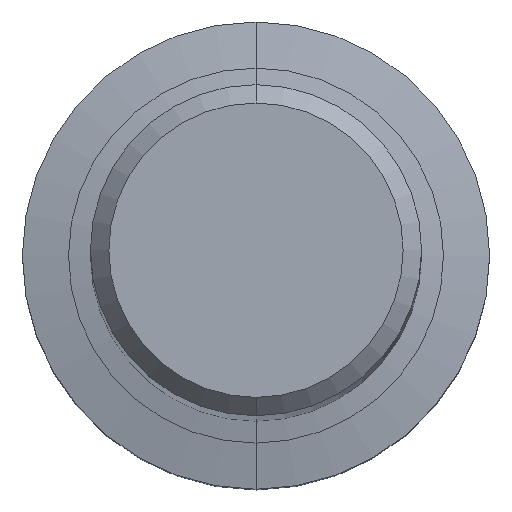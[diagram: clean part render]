
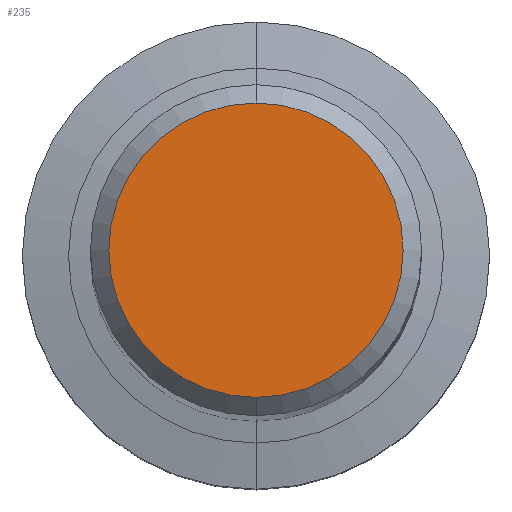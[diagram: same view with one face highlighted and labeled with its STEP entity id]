
A CAD part, top view. The second image highlights one B-rep face of the part: STEP entity #235.
In plain terms, the highlighted planar face has unit normal (0, 0, 1).
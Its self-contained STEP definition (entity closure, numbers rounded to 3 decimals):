
#235=ADVANCED_FACE('',(#596),#597,.T.);
#325=EDGE_CURVE('',#353,#419,#694,.T.);
#353=VERTEX_POINT('',#724);
#393=EDGE_CURVE('',#419,#353,#767,.T.);
#419=VERTEX_POINT('',#797);
#596=FACE_OUTER_BOUND('',#1004,.T.);
#597=PLANE('',#1005);
#694=CIRCLE('',#1164,4.0);
#724=CARTESIAN_POINT('',(0.0,4.0,0.0));
#767=CIRCLE('',#1316,4.0);
#797=CARTESIAN_POINT('',(0.,-4.0,0.0));
#1004=EDGE_LOOP('',(#1727,#1728));
#1005=AXIS2_PLACEMENT_3D('',#1729,#1730,#1731);
#1164=AXIS2_PLACEMENT_3D('',#1821,#1822,#1823);
#1316=AXIS2_PLACEMENT_3D('',#1885,#1886,#1887);
#1727=ORIENTED_EDGE('',*,*,#325,.F.);
#1728=ORIENTED_EDGE('',*,*,#393,.F.);
#1729=CARTESIAN_POINT('',(0.0,2.0,0.0));
#1730=DIRECTION('',(-0.0,0.0,1.0));
#1731=DIRECTION('',(0.0,-1.0,0.0));
#1821=CARTESIAN_POINT('',(0.0,0.0,0.0));
#1822=DIRECTION('',(0.0,0.0,-1.0));
#1823=DIRECTION('',(0.0,1.0,0.0));
#1885=CARTESIAN_POINT('',(0.0,0.0,0.0));
#1886=DIRECTION('',(0.0,0.0,-1.0));
#1887=DIRECTION('',(0.0,1.0,0.0));
